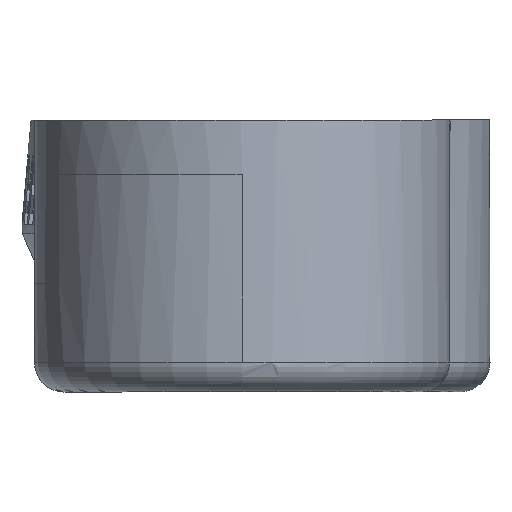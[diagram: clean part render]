
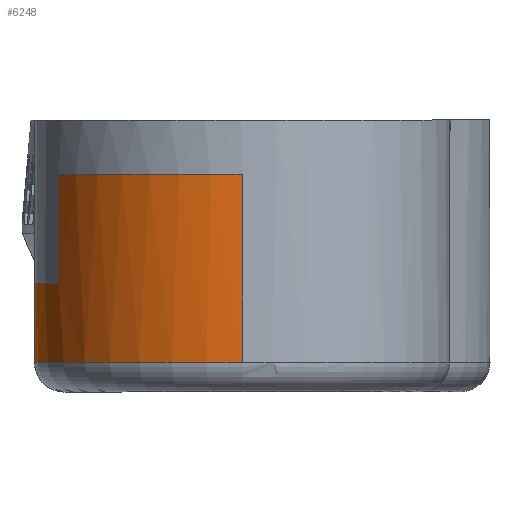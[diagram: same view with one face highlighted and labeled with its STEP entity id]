
A CAD part, front view. The second image highlights one B-rep face of the part: STEP entity #6248.
In plain terms, the highlighted cylindrical face has radius 21 mm (diameter 42 mm), a partial arc.
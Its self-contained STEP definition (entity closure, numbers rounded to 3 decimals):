
#43=CYLINDRICAL_SURFACE('',#6695,21.);
#276=B_SPLINE_CURVE_WITH_KNOTS('',3,(#13273,#13274,#13275,#13276,#13277,
#13278),.UNSPECIFIED.,.F.,.F.,(4,2,4),(0.304,0.471,
0.943),.UNSPECIFIED.);
#277=B_SPLINE_CURVE_WITH_KNOTS('',3,(#13280,#13281,#13282,#13283),
 .UNSPECIFIED.,.F.,.F.,(4,4),(0.,0.304),
 .UNSPECIFIED.);
#281=B_SPLINE_CURVE_WITH_KNOTS('',3,(#13472,#13473,#13474,#13475),
 .UNSPECIFIED.,.F.,.F.,(4,4),(0.,0.),.UNSPECIFIED.);
#282=B_SPLINE_CURVE_WITH_KNOTS('',3,(#13477,#13478,#13479,#13480,#13481,
#13482),.UNSPECIFIED.,.F.,.F.,(4,2,4),(0.,0.479,
0.959),.UNSPECIFIED.);
#605=FACE_OUTER_BOUND('',#965,.T.);
#965=EDGE_LOOP('',(#5487,#5488,#5489,#5490,#5491,#5492,#5493,#5494,#5495));
#1573=LINE('',#13291,#2170);
#1574=LINE('',#13469,#2171);
#2170=VECTOR('',#8132,10.);
#2171=VECTOR('',#8137,10.);
#2318=CIRCLE('',#6696,21.);
#2319=CIRCLE('',#6697,21.);
#2320=CIRCLE('',#6698,21.);
#2848=VERTEX_POINT('',#12714);
#2859=VERTEX_POINT('',#13272);
#2860=VERTEX_POINT('',#13279);
#2863=VERTEX_POINT('',#13288);
#2864=VERTEX_POINT('',#13290);
#2867=VERTEX_POINT('',#13466);
#2868=VERTEX_POINT('',#13468);
#2869=VERTEX_POINT('',#13470);
#2870=VERTEX_POINT('',#13476);
#3753=EDGE_CURVE('',#2848,#2859,#276,.F.);
#3754=EDGE_CURVE('',#2859,#2860,#277,.F.);
#3758=EDGE_CURVE('',#2863,#2864,#1573,.T.);
#3762=EDGE_CURVE('',#2867,#2863,#2318,.T.);
#3763=EDGE_CURVE('',#2867,#2868,#1574,.T.);
#3764=EDGE_CURVE('',#2869,#2868,#2319,.F.);
#3765=EDGE_CURVE('',#2860,#2869,#281,.F.);
#3766=EDGE_CURVE('',#2870,#2848,#282,.F.);
#3767=EDGE_CURVE('',#2864,#2870,#2320,.T.);
#5487=ORIENTED_EDGE('',*,*,#3758,.F.);
#5488=ORIENTED_EDGE('',*,*,#3762,.F.);
#5489=ORIENTED_EDGE('',*,*,#3763,.T.);
#5490=ORIENTED_EDGE('',*,*,#3764,.F.);
#5491=ORIENTED_EDGE('',*,*,#3765,.F.);
#5492=ORIENTED_EDGE('',*,*,#3754,.F.);
#5493=ORIENTED_EDGE('',*,*,#3753,.F.);
#5494=ORIENTED_EDGE('',*,*,#3766,.F.);
#5495=ORIENTED_EDGE('',*,*,#3767,.F.);
#6248=ADVANCED_FACE('',(#605),#43,.T.);
#6695=AXIS2_PLACEMENT_3D('',#13465,#8133,#8134);
#6696=AXIS2_PLACEMENT_3D('',#13467,#8135,#8136);
#6697=AXIS2_PLACEMENT_3D('',#13471,#8138,#8139);
#6698=AXIS2_PLACEMENT_3D('',#13483,#8140,#8141);
#8132=DIRECTION('',(0.001,0.,-1.));
#8133=DIRECTION('center_axis',(0.001,0.,
-1.));
#8134=DIRECTION('ref_axis',(-0.981,-0.192,0.));
#8135=DIRECTION('center_axis',(-0.001,0.,
1.));
#8136=DIRECTION('ref_axis',(0.49,-0.872,0.));
#8137=DIRECTION('',(0.001,0.,-1.));
#8138=DIRECTION('center_axis',(0.001,0.,
-1.));
#8139=DIRECTION('ref_axis',(0.49,-0.872,0.));
#8140=DIRECTION('center_axis',(0.001,0.,
-1.));
#8141=DIRECTION('ref_axis',(-0.982,-0.187,0.));
#12714=CARTESIAN_POINT('',(12.167,178.379,74.156));
#13272=CARTESIAN_POINT('',(8.658,173.704,76.671));
#13273=CARTESIAN_POINT('Ctrl Pts',(8.658,173.704,76.671));
#13274=CARTESIAN_POINT('Ctrl Pts',(8.91,174.159,76.476));
#13275=CARTESIAN_POINT('Ctrl Pts',(9.177,174.604,76.273));
#13276=CARTESIAN_POINT('Ctrl Pts',(10.256,176.256,75.475));
#13277=CARTESIAN_POINT('Ctrl Pts',(11.166,177.373,74.835));
#13278=CARTESIAN_POINT('Ctrl Pts',(12.167,178.378,74.156));
#13279=CARTESIAN_POINT('',(7.447,171.101,77.662));
#13280=CARTESIAN_POINT('Ctrl Pts',(7.447,171.101,77.662));
#13281=CARTESIAN_POINT('Ctrl Pts',(7.794,172.004,77.358));
#13282=CARTESIAN_POINT('Ctrl Pts',(8.2,172.873,77.026));
#13283=CARTESIAN_POINT('Ctrl Pts',(8.658,173.704,76.671));
#13288=CARTESIAN_POINT('',(27.077,142.561,88.673));
#13290=CARTESIAN_POINT('',(27.087,142.561,69.673));
#13291=CARTESIAN_POINT('',(27.088,142.561,68.173));
#13465=CARTESIAN_POINT('Origin',(27.04,163.561,88.673));
#13466=CARTESIAN_POINT('',(8.515,153.67,88.663));
#13467=CARTESIAN_POINT('Origin',(27.04,163.561,88.673));
#13468=CARTESIAN_POINT('',(8.521,153.67,77.663));
#13469=CARTESIAN_POINT('',(8.515,153.67,88.663));
#13470=CARTESIAN_POINT('',(7.446,171.1,77.663));
#13471=CARTESIAN_POINT('Origin',(27.046,163.561,77.673));
#13472=CARTESIAN_POINT('Ctrl Pts',(7.446,171.1,77.663));
#13473=CARTESIAN_POINT('Ctrl Pts',(7.446,171.101,77.663));
#13474=CARTESIAN_POINT('Ctrl Pts',(7.446,171.101,77.662));
#13475=CARTESIAN_POINT('Ctrl Pts',(7.447,171.101,77.662));
#13476=CARTESIAN_POINT('',(19.175,183.028,69.669));
#13477=CARTESIAN_POINT('Ctrl Pts',(12.167,178.379,74.156));
#13478=CARTESIAN_POINT('Ctrl Pts',(13.184,179.399,73.467));
#13479=CARTESIAN_POINT('Ctrl Pts',(14.292,180.302,72.741));
#13480=CARTESIAN_POINT('Ctrl Pts',(16.644,181.856,71.236));
#13481=CARTESIAN_POINT('Ctrl Pts',(17.887,182.508,70.459));
#13482=CARTESIAN_POINT('Ctrl Pts',(19.175,183.028,69.669));
#13483=CARTESIAN_POINT('Origin',(27.05,163.561,69.673));
